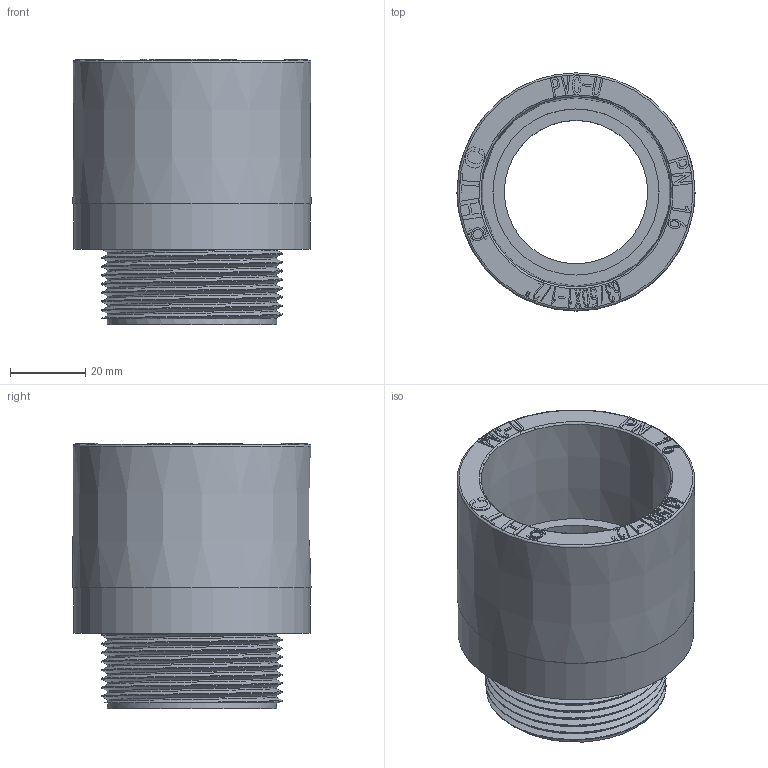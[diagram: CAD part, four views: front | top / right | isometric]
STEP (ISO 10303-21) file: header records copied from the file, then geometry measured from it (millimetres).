
FILE_DESCRIPTION(/* description */ (''),/* implementation_level */ '2;1');
FILE_NAME(/* name */ 'Z7A050050.stp',/* time_stamp */ '2025-10-14T08:22:27+08:00',/* author */ (''),/* organization */ (''),/* preprocessor_version */ 'ST-DEVELOPER v16.7',/* originating_system */ 'SIEMENS PLM Software NX 12.0',/* authorisation */ '');
FILE_SCHEMA (('AUTOMOTIVE_DESIGN { 1 0 10303 214 3 1 1 1 }'));
Length unit declared in the file: millimetre
Products named in the file (1): Admi18A8C8BF3hi5
Bounding box: 63.1 x 63.1 x 70.3 mm (x, y, z)
Volume: 76786.3 mm3; surface area: 29118.7 mm2
Topology: 1 solids, 1 shells, 632 faces, 1779 edges, 1183 vertices
Faces by surface type: plane 518, extrusion 88, cylinder 19, torus 3, bspline 2, cone 2
Full cylindrical faces by diameter (mm): 2.515 x1, 3.353 x1, 38 x1, 44 x1, 44.845 x8, 62.6 x1
Entity records: 24812 total; most frequent: CARTESIAN_POINT 10946, ORIENTED_EDGE 3476, DIRECTION 1806, EDGE_CURVE 1738, B_SPLINE_CURVE_WITH_KNOTS 1216, VERTEX_POINT 1161, EDGE_LOOP 671, VECTOR 660
